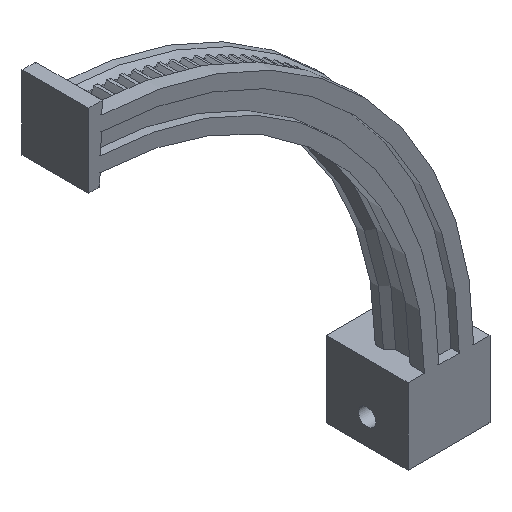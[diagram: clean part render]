
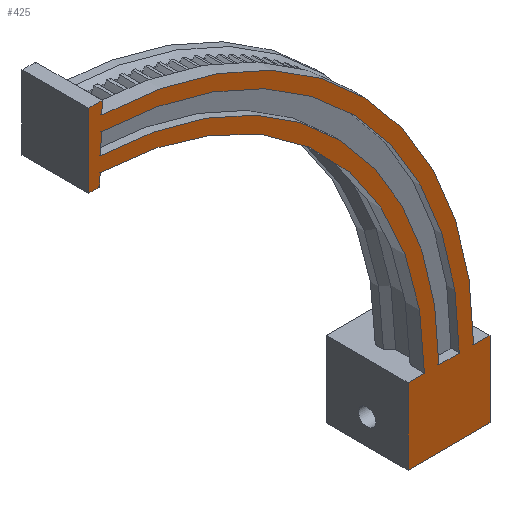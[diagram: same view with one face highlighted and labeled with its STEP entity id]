
A CAD part, isometric view. The second image highlights one B-rep face of the part: STEP entity #425.
In plain terms, the highlighted planar face has unit normal (0, -1, 0).
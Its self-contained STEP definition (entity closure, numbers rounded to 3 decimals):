
#425=ADVANCED_FACE('',(#2877,#2879),#2881,.T.);
#2877=FACE_BOUND('',#2878,.T.);
#2878=EDGE_LOOP('',(#13300,#13301,#13302,#13303,#13304,#13305,#13306,#13307,#13308,
#13309,#13310,#13311));
#2879=FACE_BOUND('',#2880,.T.);
#2880=EDGE_LOOP('',(#13312,#13313,#13314,#13315));
#2881=PLANE('',#2882);
#2882=AXIS2_PLACEMENT_3D('',#2883,#2884,#2885);
#2883=CARTESIAN_POINT('',(-20.,-20.,0.));
#2884=DIRECTION('',(0.,-1.,0.));
#2885=DIRECTION('',(1.,0.,0.));
#13300=ORIENTED_EDGE('',*,*,#14482,.T.);
#13301=ORIENTED_EDGE('',*,*,#14483,.T.);
#13302=ORIENTED_EDGE('',*,*,#13439,.F.);
#13303=ORIENTED_EDGE('',*,*,#14484,.T.);
#13304=ORIENTED_EDGE('',*,*,#13475,.F.);
#13305=ORIENTED_EDGE('',*,*,#14478,.F.);
#13306=ORIENTED_EDGE('',*,*,#13435,.F.);
#13307=ORIENTED_EDGE('',*,*,#14481,.T.);
#13308=ORIENTED_EDGE('',*,*,#13471,.F.);
#13309=ORIENTED_EDGE('',*,*,#14485,.F.);
#13310=ORIENTED_EDGE('',*,*,#13443,.F.);
#13311=ORIENTED_EDGE('',*,*,#14486,.F.);
#13312=ORIENTED_EDGE('',*,*,#14487,.F.);
#13313=ORIENTED_EDGE('',*,*,#14488,.F.);
#13314=ORIENTED_EDGE('',*,*,#14489,.T.);
#13315=ORIENTED_EDGE('',*,*,#14490,.F.);
#13435=EDGE_CURVE('',#14535,#14531,#14537,.T.);
#13439=EDGE_CURVE('',#14543,#14545,#14546,.T.);
#13443=EDGE_CURVE('',#14551,#14553,#14554,.T.);
#13471=EDGE_CURVE('',#14607,#14609,#14610,.T.);
#13475=EDGE_CURVE('',#14615,#14617,#14618,.T.);
#14478=EDGE_CURVE('',#14531,#14615,#16255,.T.);
#14481=EDGE_CURVE('',#14535,#14609,#16258,.T.);
#14482=EDGE_CURVE('',#16259,#16260,#16261,.T.);
#14483=EDGE_CURVE('',#16260,#14545,#16262,.T.);
#14484=EDGE_CURVE('',#14543,#14617,#16263,.T.);
#14485=EDGE_CURVE('',#14553,#14607,#16264,.T.);
#14486=EDGE_CURVE('',#16259,#14551,#16265,.T.);
#14487=EDGE_CURVE('',#16266,#16267,#16268,.T.);
#14488=EDGE_CURVE('',#16269,#16266,#16270,.T.);
#14489=EDGE_CURVE('',#16269,#16271,#16272,.T.);
#14490=EDGE_CURVE('',#16267,#16271,#16273,.T.);
#14531=VERTEX_POINT('',#16332);
#14535=VERTEX_POINT('',#16340);
#14537=LINE('',#16344,#16345);
#14543=VERTEX_POINT('',#16356);
#14545=VERTEX_POINT('',#16360);
#14546=LINE('',#16361,#16362);
#14551=VERTEX_POINT('',#16372);
#14553=VERTEX_POINT('',#16376);
#14554=LINE('',#16377,#16378);
#14607=VERTEX_POINT('',#16484);
#14609=VERTEX_POINT('',#16488);
#14610=LINE('',#16489,#16490);
#14615=VERTEX_POINT('',#16500);
#14617=VERTEX_POINT('',#16504);
#14618=LINE('',#16505,#16506);
#16255=CIRCLE('',#35665,194.);
#16258=CIRCLE('',#35677,158.);
#16259=VERTEX_POINT('',#35681);
#16260=VERTEX_POINT('',#35682);
#16261=LINE('',#35683,#35684);
#16262=LINE('',#35686,#35687);
#16263=CIRCLE('',#35689,188.);
#16264=CIRCLE('',#35693,164.);
#16265=LINE('',#35697,#35698);
#16266=VERTEX_POINT('',#35700);
#16267=VERTEX_POINT('',#35701);
#16268=CIRCLE('',#35702,181.);
#16269=VERTEX_POINT('',#35706);
#16270=LINE('',#35707,#35708);
#16271=VERTEX_POINT('',#35710);
#16272=CIRCLE('',#35711,171.);
#16273=LINE('',#35715,#35716);
#16332=CARTESIAN_POINT('',(-176.,-20.,231.));
#16340=CARTESIAN_POINT('',(-176.,-20.,195.));
#16344=CARTESIAN_POINT('',(-176.,-20.,195.));
#16345=VECTOR('',#16346,1.);
#16346=DIRECTION('',(0.,0.,1.));
#16356=CARTESIAN_POINT('',(12.,-20.,37.));
#16360=CARTESIAN_POINT('',(20.,-20.,37.));
#16361=CARTESIAN_POINT('',(12.,-20.,37.));
#16362=VECTOR('',#16363,1.);
#16363=DIRECTION('',(1.,0.,0.));
#16372=CARTESIAN_POINT('',(-20.,-20.,37.));
#16376=CARTESIAN_POINT('',(-12.,-20.,37.));
#16377=CARTESIAN_POINT('',(-20.,-20.,37.));
#16378=VECTOR('',#16379,1.);
#16379=DIRECTION('',(1.,0.,0.));
#16484=CARTESIAN_POINT('',(-170.276,-20.,200.9));
#16488=CARTESIAN_POINT('',(-170.486,-20.,194.904));
#16489=CARTESIAN_POINT('',(-170.276,-20.,200.9));
#16490=VECTOR('',#16491,1.);
#16491=DIRECTION('',(-0.035,0.,-0.999));
#16500=CARTESIAN_POINT('',(-169.229,-20.,230.882));
#16504=CARTESIAN_POINT('',(-169.439,-20.,224.885));
#16505=CARTESIAN_POINT('',(-169.229,-20.,230.882));
#16506=VECTOR('',#16507,1.);
#16507=DIRECTION('',(-0.035,0.,-0.999));
#35665=AXIS2_PLACEMENT_3D('',#35666,#35667,#35668);
#35666=CARTESIAN_POINT('',(-176.,-20.,37.));
#35667=DIRECTION('',(0.,1.,0.));
#35668=DIRECTION('',(0.,0.,1.));
#35677=AXIS2_PLACEMENT_3D('',#35678,#35679,#35680);
#35678=CARTESIAN_POINT('',(-176.,-20.,37.));
#35679=DIRECTION('',(0.,1.,0.));
#35680=DIRECTION('',(0.,0.,1.));
#35681=CARTESIAN_POINT('',(-20.,-20.,0.));
#35682=CARTESIAN_POINT('',(20.,-20.,0.));
#35683=CARTESIAN_POINT('',(-20.,-20.,0.));
#35684=VECTOR('',#35685,1.);
#35685=DIRECTION('',(1.,0.,0.));
#35686=CARTESIAN_POINT('',(20.,-20.,0.));
#35687=VECTOR('',#35688,1.);
#35688=DIRECTION('',(0.,0.,1.));
#35689=AXIS2_PLACEMENT_3D('',#35690,#35691,#35692);
#35690=CARTESIAN_POINT('',(-176.,-20.,37.));
#35691=DIRECTION('',(0.,-1.,0.));
#35692=DIRECTION('',(1.,0.,0.));
#35693=AXIS2_PLACEMENT_3D('',#35694,#35695,#35696);
#35694=CARTESIAN_POINT('',(-176.,-20.,37.));
#35695=DIRECTION('',(0.,-1.,0.));
#35696=DIRECTION('',(1.,0.,0.));
#35697=CARTESIAN_POINT('',(-20.,-20.,0.));
#35698=VECTOR('',#35699,1.);
#35699=DIRECTION('',(0.,0.,1.));
#35700=CARTESIAN_POINT('',(5.,-20.,37.));
#35701=CARTESIAN_POINT('',(-169.683,-20.,217.89));
#35702=AXIS2_PLACEMENT_3D('',#35703,#35704,#35705);
#35703=CARTESIAN_POINT('',(-176.,-20.,37.));
#35704=DIRECTION('',(0.,-1.,0.));
#35705=DIRECTION('',(1.,0.,0.));
#35706=CARTESIAN_POINT('',(-5.,-20.,37.));
#35707=CARTESIAN_POINT('',(-5.,-20.,37.));
#35708=VECTOR('',#35709,1.);
#35709=DIRECTION('',(1.,0.,0.));
#35710=CARTESIAN_POINT('',(-170.032,-20.,207.896));
#35711=AXIS2_PLACEMENT_3D('',#35712,#35713,#35714);
#35712=CARTESIAN_POINT('',(-176.,-20.,37.));
#35713=DIRECTION('',(0.,-1.,0.));
#35714=DIRECTION('',(1.,0.,0.));
#35715=CARTESIAN_POINT('',(-169.683,-20.,217.89));
#35716=VECTOR('',#35717,1.);
#35717=DIRECTION('',(-0.035,0.,-0.999));
